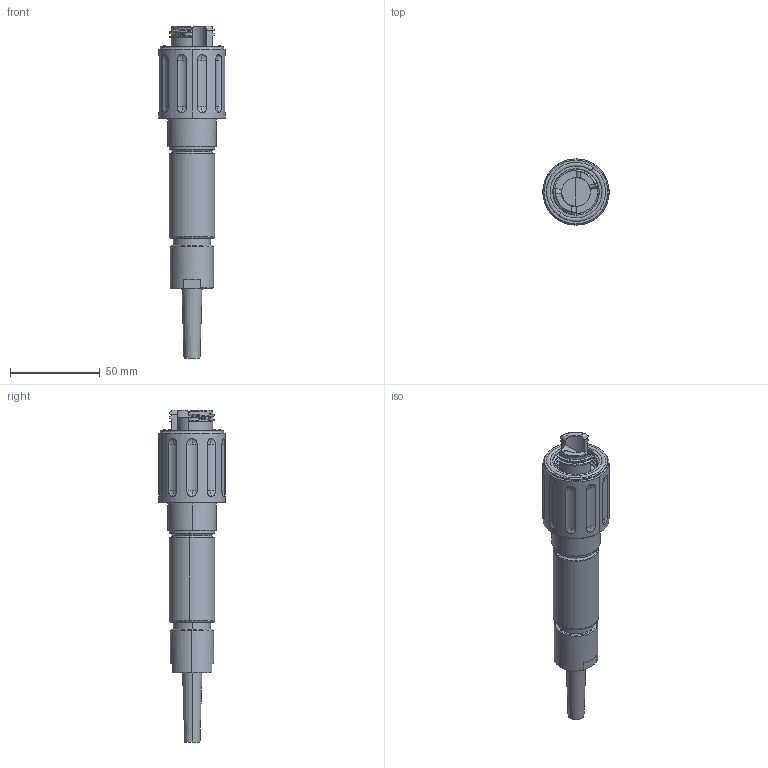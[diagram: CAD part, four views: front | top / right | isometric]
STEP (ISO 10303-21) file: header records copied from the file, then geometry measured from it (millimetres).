
FILE_DESCRIPTION (( 'STEP AP203' ), '1' );
FILE_NAME ('Size 15 Hermaphroditic Body.STEP', '2019-03-28T17:51:48', ( '' ), ( '' ), 'SwSTEP 2.0', 'SolidWorks 2019', '' );
FILE_SCHEMA (( 'CONFIG_CONTROL_DESIGN' ));
Length unit declared in the file: inch
Products named in the file (1): Size 15 Hermaphroditic Body
Bounding box: 36.83 x 36.83 x 184.71 mm (x, y, z)
Volume: 90952.2 mm3; surface area: 19183.7 mm2
Topology: 1 solids, 1 shells, 177 faces, 442 edges, 289 vertices
Faces by surface type: cylinder 66, sphere 40, plane 28, bspline 18, torus 14, cone 11
Entity records: 8085 total; most frequent: CARTESIAN_POINT 4061, ORIENTED_EDGE 884, DIRECTION 771, EDGE_CURVE 442, AXIS2_PLACEMENT_3D 327, VERTEX_POINT 289, EDGE_LOOP 199, FACE_OUTER_BOUND 177
